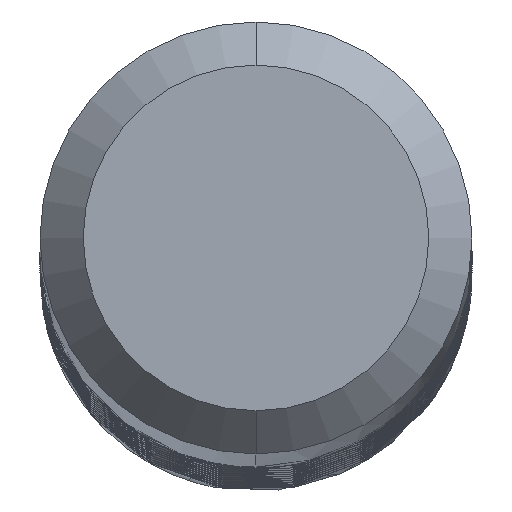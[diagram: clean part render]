
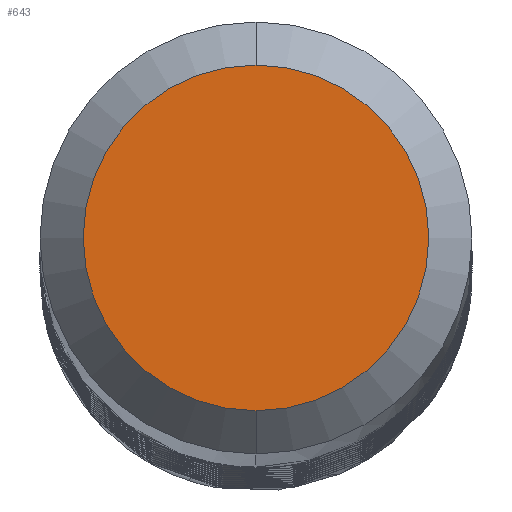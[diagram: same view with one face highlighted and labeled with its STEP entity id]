
A CAD part, top view. The second image highlights one B-rep face of the part: STEP entity #643.
In plain terms, the highlighted planar face has unit normal (0, 0, 1).
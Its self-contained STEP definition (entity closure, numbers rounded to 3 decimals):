
#441=VERTEX_POINT('',#1261);
#573=EDGE_CURVE('',#835,#441,#1403,.T.);
#643=ADVANCED_FACE('',(#1478),#1479,.T.);
#835=VERTEX_POINT('',#1686);
#1193=EDGE_CURVE('',#441,#835,#2080,.T.);
#1261=CARTESIAN_POINT('',(0.,-1.2,0.0));
#1403=CIRCLE('',#5414,1.2);
#1478=FACE_OUTER_BOUND('',#7109,.T.);
#1479=PLANE('',#7110);
#1686=CARTESIAN_POINT('',(0.0,1.2,0.0));
#2080=CIRCLE('',#36245,1.2);
#5414=AXIS2_PLACEMENT_3D('',#38461,#38462,#38463);
#7109=EDGE_LOOP('',(#38522,#38523));
#7110=AXIS2_PLACEMENT_3D('',#38524,#38525,#38526);
#36245=AXIS2_PLACEMENT_3D('',#39111,#39112,#39113);
#38461=CARTESIAN_POINT('',(0.0,0.0,0.0));
#38462=DIRECTION('',(0.0,0.0,-1.0));
#38463=DIRECTION('',(0.0,1.0,0.0));
#38522=ORIENTED_EDGE('',*,*,#573,.F.);
#38523=ORIENTED_EDGE('',*,*,#1193,.F.);
#38524=CARTESIAN_POINT('',(0.0,0.6,0.0));
#38525=DIRECTION('',(-0.0,0.0,1.0));
#38526=DIRECTION('',(0.0,-1.0,0.0));
#39111=CARTESIAN_POINT('',(0.0,0.0,0.0));
#39112=DIRECTION('',(0.0,0.0,-1.0));
#39113=DIRECTION('',(0.0,1.0,0.0));
